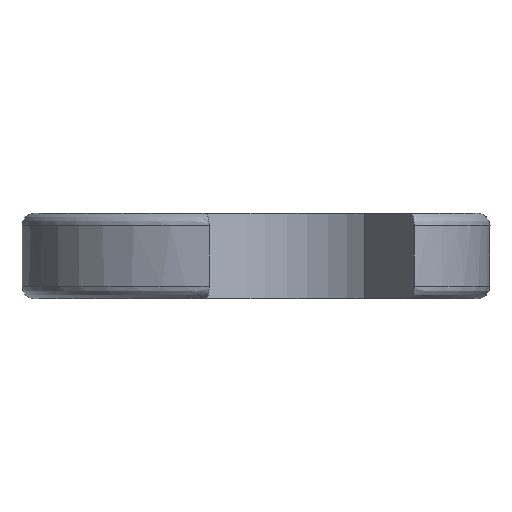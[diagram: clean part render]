
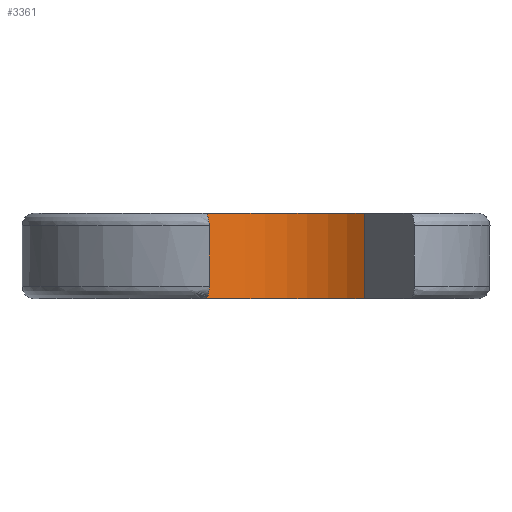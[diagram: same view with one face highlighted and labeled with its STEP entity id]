
A CAD part, front view. The second image highlights one B-rep face of the part: STEP entity #3361.
In plain terms, the highlighted cylindrical face has radius 15 mm (diameter 30 mm), a partial arc.
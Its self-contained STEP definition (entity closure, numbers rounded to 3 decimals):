
#399 = PLANE('',#400);
#400 = AXIS2_PLACEMENT_3D('',#401,#402,#403);
#401 = CARTESIAN_POINT('',(-5.443,-26.261,5.));
#402 = DIRECTION('',(-0.956,-0.292,0.
    ));
#403 = DIRECTION('',(-0.292,0.956,0.)
  );
#1298 = PLANE('',#1299);
#1299 = AXIS2_PLACEMENT_3D('',#1300,#1301,#1302);
#1300 = CARTESIAN_POINT('',(0.,-1.311,5.));
#1301 = DIRECTION('',(0.,0.,1.));
#1302 = DIRECTION('',(1.,0.,0.));
#1381 = PLANE('',#1382);
#1382 = AXIS2_PLACEMENT_3D('',#1383,#1384,#1385);
#1383 = CARTESIAN_POINT('',(18.464,-18.952,5.));
#1384 = DIRECTION('',(0.956,0.292,0.)
  );
#1385 = DIRECTION('',(0.292,-0.956,0.)
  );
#1618 = VERTEX_POINT('',#1619);
#1619 = CARTESIAN_POINT('',(-11.291,-7.135,5.));
#1692 = VERTEX_POINT('',#1693);
#1693 = CARTESIAN_POINT('',(-11.291,-7.135,-5.));
#1707 = PLANE('',#1708);
#1708 = AXIS2_PLACEMENT_3D('',#1709,#1710,#1711);
#1709 = CARTESIAN_POINT('',(0.,-1.311,-5.));
#1710 = DIRECTION('',(0.,0.,1.));
#1711 = DIRECTION('',(1.,0.,0.));
#1719 = EDGE_CURVE('',#1618,#1692,#1720,.T.);
#1720 = SURFACE_CURVE('',#1721,(#1725,#1732),.PCURVE_S1.);
#1721 = LINE('',#1722,#1723);
#1722 = CARTESIAN_POINT('',(-11.291,-7.135,5.));
#1723 = VECTOR('',#1724,1.);
#1724 = DIRECTION('',(0.,0.,-1.));
#1725 = PCURVE('',#399,#1726);
#1726 = DEFINITIONAL_REPRESENTATION('',(#1727),#1731);
#1727 = LINE('',#1728,#1729);
#1728 = CARTESIAN_POINT('',(20.,0.));
#1729 = VECTOR('',#1730,1.);
#1730 = DIRECTION('',(0.,1.));
#1731 = ( GEOMETRIC_REPRESENTATION_CONTEXT(2) 
PARAMETRIC_REPRESENTATION_CONTEXT() REPRESENTATION_CONTEXT('2D SPACE',''
  ) );
#1732 = PCURVE('',#1733,#1738);
#1733 = CYLINDRICAL_SURFACE('',#1734,15.);
#1734 = AXIS2_PLACEMENT_3D('',#1735,#1736,#1737);
#1735 = CARTESIAN_POINT('',(3.087,-11.41,5.));
#1736 = DIRECTION('',(0.,0.,-1.));
#1737 = DIRECTION('',(-1.,0.,0.));
#1738 = DEFINITIONAL_REPRESENTATION('',(#1739),#1743);
#1739 = LINE('',#1740,#1741);
#1740 = CARTESIAN_POINT('',(0.289,0.));
#1741 = VECTOR('',#1742,1.);
#1742 = DIRECTION('',(0.,1.));
#1743 = ( GEOMETRIC_REPRESENTATION_CONTEXT(2) 
PARAMETRIC_REPRESENTATION_CONTEXT() REPRESENTATION_CONTEXT('2D SPACE',''
  ) );
#2941 = VERTEX_POINT('',#2942);
#2942 = CARTESIAN_POINT('',(12.617,0.174,5.));
#2965 = EDGE_CURVE('',#1618,#2941,#2966,.T.);
#2966 = SURFACE_CURVE('',#2967,(#2972,#2983),.PCURVE_S1.);
#2967 = CIRCLE('',#2968,15.);
#2968 = AXIS2_PLACEMENT_3D('',#2969,#2970,#2971);
#2969 = CARTESIAN_POINT('',(3.087,-11.41,5.));
#2970 = DIRECTION('',(0.,0.,-1.));
#2971 = DIRECTION('',(0.,-1.,0.));
#2972 = PCURVE('',#1298,#2973);
#2973 = DEFINITIONAL_REPRESENTATION('',(#2974),#2982);
#2974 = ( BOUNDED_CURVE() B_SPLINE_CURVE(2,(#2975,#2976,#2977,#2978,
#2979,#2980,#2981),.UNSPECIFIED.,.T.,.F.) B_SPLINE_CURVE_WITH_KNOTS((1,2
    ,2,2,2,1),(-2.094,0.,2.094,4.189,
6.283,8.378),.UNSPECIFIED.) CURVE() 
GEOMETRIC_REPRESENTATION_ITEM() RATIONAL_B_SPLINE_CURVE((1.,0.5,1.,0.5,
1.,0.5,1.)) REPRESENTATION_ITEM('') );
#2975 = CARTESIAN_POINT('',(3.087,-25.098));
#2976 = CARTESIAN_POINT('',(-22.893,-25.098));
#2977 = CARTESIAN_POINT('',(-9.903,-2.598));
#2978 = CARTESIAN_POINT('',(3.087,19.902));
#2979 = CARTESIAN_POINT('',(16.078,-2.598));
#2980 = CARTESIAN_POINT('',(29.068,-25.098));
#2981 = CARTESIAN_POINT('',(3.087,-25.098));
#2982 = ( GEOMETRIC_REPRESENTATION_CONTEXT(2) 
PARAMETRIC_REPRESENTATION_CONTEXT() REPRESENTATION_CONTEXT('2D SPACE',''
  ) );
#2983 = PCURVE('',#1733,#2984);
#2984 = DEFINITIONAL_REPRESENTATION('',(#2985),#2989);
#2985 = LINE('',#2986,#2987);
#2986 = CARTESIAN_POINT('',(-1.571,0.));
#2987 = VECTOR('',#2988,1.);
#2988 = DIRECTION('',(1.,0.));
#2989 = ( GEOMETRIC_REPRESENTATION_CONTEXT(2) 
PARAMETRIC_REPRESENTATION_CONTEXT() REPRESENTATION_CONTEXT('2D SPACE',''
  ) );
#3016 = EDGE_CURVE('',#2941,#3017,#3019,.T.);
#3017 = VERTEX_POINT('',#3018);
#3018 = CARTESIAN_POINT('',(12.617,0.174,-5.));
#3019 = SURFACE_CURVE('',#3020,(#3024,#3031),.PCURVE_S1.);
#3020 = LINE('',#3021,#3022);
#3021 = CARTESIAN_POINT('',(12.617,0.174,5.));
#3022 = VECTOR('',#3023,1.);
#3023 = DIRECTION('',(0.,0.,-1.));
#3024 = PCURVE('',#1381,#3025);
#3025 = DEFINITIONAL_REPRESENTATION('',(#3026),#3030);
#3026 = LINE('',#3027,#3028);
#3027 = CARTESIAN_POINT('',(-20.,0.));
#3028 = VECTOR('',#3029,1.);
#3029 = DIRECTION('',(0.,1.));
#3030 = ( GEOMETRIC_REPRESENTATION_CONTEXT(2) 
PARAMETRIC_REPRESENTATION_CONTEXT() REPRESENTATION_CONTEXT('2D SPACE',''
  ) );
#3031 = PCURVE('',#1733,#3032);
#3032 = DEFINITIONAL_REPRESENTATION('',(#3033),#3037);
#3033 = LINE('',#3034,#3035);
#3034 = CARTESIAN_POINT('',(2.259,0.));
#3035 = VECTOR('',#3036,1.);
#3036 = DIRECTION('',(0.,1.));
#3037 = ( GEOMETRIC_REPRESENTATION_CONTEXT(2) 
PARAMETRIC_REPRESENTATION_CONTEXT() REPRESENTATION_CONTEXT('2D SPACE',''
  ) );
#3336 = EDGE_CURVE('',#1692,#3017,#3337,.T.);
#3337 = SURFACE_CURVE('',#3338,(#3343,#3354),.PCURVE_S1.);
#3338 = CIRCLE('',#3339,15.);
#3339 = AXIS2_PLACEMENT_3D('',#3340,#3341,#3342);
#3340 = CARTESIAN_POINT('',(3.087,-11.41,-5.));
#3341 = DIRECTION('',(0.,0.,-1.));
#3342 = DIRECTION('',(0.,-1.,0.));
#3343 = PCURVE('',#1707,#3344);
#3344 = DEFINITIONAL_REPRESENTATION('',(#3345),#3353);
#3345 = ( BOUNDED_CURVE() B_SPLINE_CURVE(2,(#3346,#3347,#3348,#3349,
#3350,#3351,#3352),.UNSPECIFIED.,.T.,.F.) B_SPLINE_CURVE_WITH_KNOTS((1,2
    ,2,2,2,1),(-2.094,0.,2.094,4.189,
6.283,8.378),.UNSPECIFIED.) CURVE() 
GEOMETRIC_REPRESENTATION_ITEM() RATIONAL_B_SPLINE_CURVE((1.,0.5,1.,0.5,
1.,0.5,1.)) REPRESENTATION_ITEM('') );
#3346 = CARTESIAN_POINT('',(3.087,-25.098));
#3347 = CARTESIAN_POINT('',(-22.893,-25.098));
#3348 = CARTESIAN_POINT('',(-9.903,-2.598));
#3349 = CARTESIAN_POINT('',(3.087,19.902));
#3350 = CARTESIAN_POINT('',(16.078,-2.598));
#3351 = CARTESIAN_POINT('',(29.068,-25.098));
#3352 = CARTESIAN_POINT('',(3.087,-25.098));
#3353 = ( GEOMETRIC_REPRESENTATION_CONTEXT(2) 
PARAMETRIC_REPRESENTATION_CONTEXT() REPRESENTATION_CONTEXT('2D SPACE',''
  ) );
#3354 = PCURVE('',#1733,#3355);
#3355 = DEFINITIONAL_REPRESENTATION('',(#3356),#3360);
#3356 = LINE('',#3357,#3358);
#3357 = CARTESIAN_POINT('',(-1.571,10.));
#3358 = VECTOR('',#3359,1.);
#3359 = DIRECTION('',(1.,0.));
#3360 = ( GEOMETRIC_REPRESENTATION_CONTEXT(2) 
PARAMETRIC_REPRESENTATION_CONTEXT() REPRESENTATION_CONTEXT('2D SPACE',''
  ) );
#3361 = ADVANCED_FACE('',(#3362),#1733,.F.);
#3362 = FACE_BOUND('',#3363,.F.);
#3363 = EDGE_LOOP('',(#3364,#3365,#3366,#3367));
#3364 = ORIENTED_EDGE('',*,*,#1719,.F.);
#3365 = ORIENTED_EDGE('',*,*,#2965,.T.);
#3366 = ORIENTED_EDGE('',*,*,#3016,.T.);
#3367 = ORIENTED_EDGE('',*,*,#3336,.F.);
